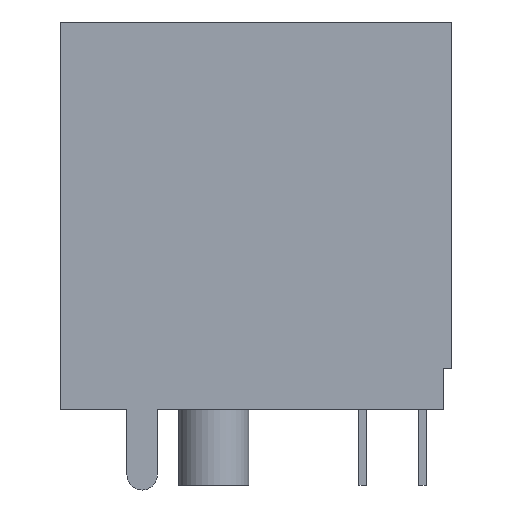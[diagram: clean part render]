
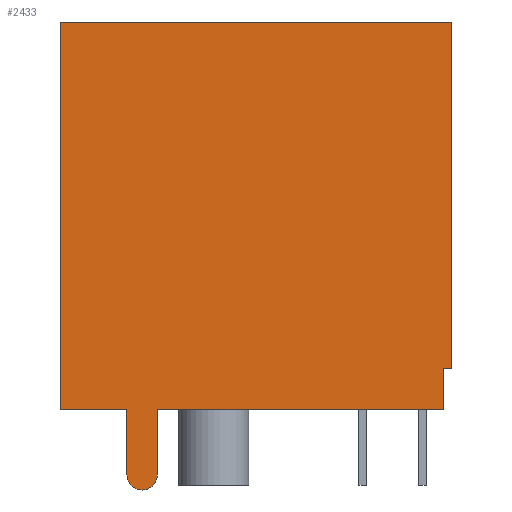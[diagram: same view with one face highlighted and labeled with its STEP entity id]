
A CAD part, left-side view. The second image highlights one B-rep face of the part: STEP entity #2433.
In plain terms, the highlighted planar face has unit normal (-1, 0, 0).
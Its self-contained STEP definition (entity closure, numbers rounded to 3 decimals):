
#2=CARTESIAN_POINT('',(-8.075,4.85,-19.3));
#3=DIRECTION('',(1.,0.,0.));
#4=DIRECTION('',(0.,-1.,0.));
#5=AXIS2_PLACEMENT_3D('',#2,#3,#4);
#7=DIRECTION('',(0.,1.,0.));
#8=VECTOR('',#7,2.85);
#9=CARTESIAN_POINT('',(-8.075,5.5,-16.5));
#10=LINE('',#9,#8);
#11=DIRECTION('',(0.,0.,1.));
#12=VECTOR('',#11,16.5);
#13=CARTESIAN_POINT('',(-8.075,8.35,-16.5));
#14=LINE('',#13,#12);
#15=DIRECTION('',(0.,-1.,0.));
#16=VECTOR('',#15,16.7);
#17=CARTESIAN_POINT('',(-8.075,8.35,0.));
#18=LINE('',#17,#16);
#19=DIRECTION('',(0.,0.,-1.));
#20=VECTOR('',#19,14.75);
#21=CARTESIAN_POINT('',(-8.075,-8.35,0.));
#22=LINE('',#21,#20);
#23=DIRECTION('',(0.,1.,0.));
#24=VECTOR('',#23,0.35);
#25=CARTESIAN_POINT('',(-8.075,-8.35,-14.75));
#26=LINE('',#25,#24);
#27=DIRECTION('',(0.,0.,-1.));
#28=VECTOR('',#27,1.75);
#29=CARTESIAN_POINT('',(-8.075,-8.,-14.75));
#30=LINE('',#29,#28);
#31=DIRECTION('',(0.,1.,0.));
#32=VECTOR('',#31,12.2);
#33=CARTESIAN_POINT('',(-8.075,-8.,-16.5));
#34=LINE('',#33,#32);
#35=DIRECTION('',(0.,0.,-1.));
#36=VECTOR('',#35,2.8);
#37=CARTESIAN_POINT('',(-8.075,4.2,-16.5));
#38=LINE('',#37,#36);
#524=DIRECTION('',(0.,0.,-1.));
#525=VECTOR('',#524,2.8);
#526=CARTESIAN_POINT('',(-8.075,5.5,-16.5));
#527=LINE('',#526,#525);
#1810=CARTESIAN_POINT('',(-8.075,8.35,0.));
#1811=CARTESIAN_POINT('',(-8.075,-8.35,0.));
#1812=VERTEX_POINT('',#1810);
#1813=VERTEX_POINT('',#1811);
#1814=CARTESIAN_POINT('',(-8.075,-8.35,-14.75));
#1815=VERTEX_POINT('',#1814);
#1816=CARTESIAN_POINT('',(-8.075,-8.,-14.75));
#1817=VERTEX_POINT('',#1816);
#1818=CARTESIAN_POINT('',(-8.075,-8.,-16.5));
#1819=VERTEX_POINT('',#1818);
#1820=CARTESIAN_POINT('',(-8.075,8.35,-16.5));
#1821=VERTEX_POINT('',#1820);
#2374=CARTESIAN_POINT('',(-8.075,5.5,-16.5));
#2376=VERTEX_POINT('',#2374);
#2380=CARTESIAN_POINT('',(-8.075,4.2,-16.5));
#2381=VERTEX_POINT('',#2380);
#2402=CARTESIAN_POINT('',(-8.075,5.5,-19.3));
#2403=VERTEX_POINT('',#2402);
#2404=CARTESIAN_POINT('',(-8.075,4.2,-19.3));
#2405=VERTEX_POINT('',#2404);
#2406=CARTESIAN_POINT('',(-8.075,0.,0.));
#2407=DIRECTION('',(1.,0.,0.));
#2408=DIRECTION('',(0.,-1.,0.));
#2409=AXIS2_PLACEMENT_3D('',#2406,#2407,#2408);
#2410=PLANE('',#2409);
#2412=ORIENTED_EDGE('',*,*,#2411,.T.);
#2414=ORIENTED_EDGE('',*,*,#2413,.F.);
#2416=ORIENTED_EDGE('',*,*,#2415,.T.);
#2418=ORIENTED_EDGE('',*,*,#2417,.T.);
#2420=ORIENTED_EDGE('',*,*,#2419,.T.);
#2422=ORIENTED_EDGE('',*,*,#2421,.T.);
#2424=ORIENTED_EDGE('',*,*,#2423,.T.);
#2426=ORIENTED_EDGE('',*,*,#2425,.T.);
#2428=ORIENTED_EDGE('',*,*,#2427,.T.);
#2430=ORIENTED_EDGE('',*,*,#2429,.T.);
#2431=EDGE_LOOP('',(#2412,#2414,#2416,#2418,#2420,#2422,#2424,#2426,#2428,
#2430));
#2432=FACE_OUTER_BOUND('',#2431,.F.);
#2433=ADVANCED_FACE('',(#2432),#2410,.F.);
#6=CIRCLE('',#5,0.65);
#2411=EDGE_CURVE('',#2405,#2403,#6,.T.);
#2413=EDGE_CURVE('',#2376,#2403,#527,.T.);
#2415=EDGE_CURVE('',#2376,#1821,#10,.T.);
#2417=EDGE_CURVE('',#1821,#1812,#14,.T.);
#2419=EDGE_CURVE('',#1812,#1813,#18,.T.);
#2421=EDGE_CURVE('',#1813,#1815,#22,.T.);
#2423=EDGE_CURVE('',#1815,#1817,#26,.T.);
#2425=EDGE_CURVE('',#1817,#1819,#30,.T.);
#2427=EDGE_CURVE('',#1819,#2381,#34,.T.);
#2429=EDGE_CURVE('',#2381,#2405,#38,.T.);
